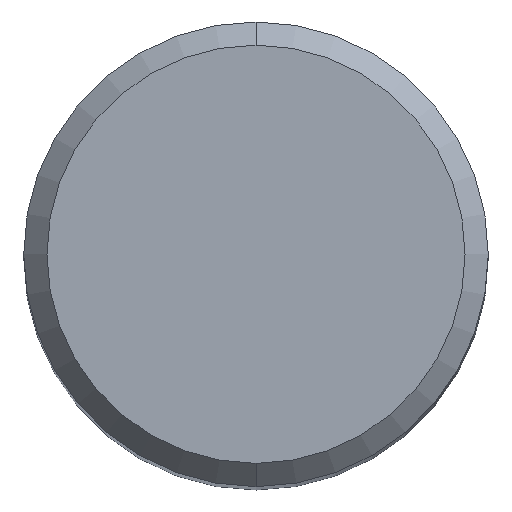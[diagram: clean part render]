
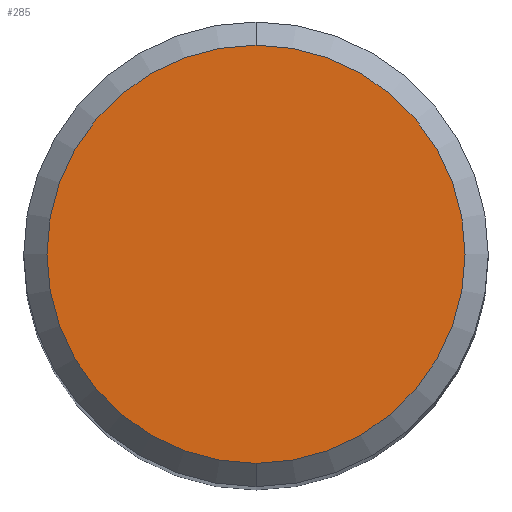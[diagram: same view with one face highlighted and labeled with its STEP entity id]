
A CAD part, top view. The second image highlights one B-rep face of the part: STEP entity #285.
In plain terms, the highlighted planar face has unit normal (0, 0, 1).
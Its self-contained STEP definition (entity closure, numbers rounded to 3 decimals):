
#183=EDGE_CURVE('',#299,#209,#490,.T.);
#209=VERTEX_POINT('',#517);
#269=EDGE_CURVE('',#209,#299,#584,.T.);
#285=ADVANCED_FACE('',(#604),#605,.T.);
#299=VERTEX_POINT('',#619);
#490=CIRCLE('',#822,5.4);
#517=CARTESIAN_POINT('',(0.0,5.4,0.0));
#584=CIRCLE('',#1013,5.4);
#604=FACE_OUTER_BOUND('',#1071,.T.);
#605=PLANE('',#1072);
#619=CARTESIAN_POINT('',(0.,-5.4,0.0));
#822=AXIS2_PLACEMENT_3D('',#1510,#1511,#1512);
#1013=AXIS2_PLACEMENT_3D('',#1613,#1614,#1615);
#1071=EDGE_LOOP('',(#1653,#1654));
#1072=AXIS2_PLACEMENT_3D('',#1655,#1656,#1657);
#1510=CARTESIAN_POINT('',(0.0,0.0,0.0));
#1511=DIRECTION('',(0.0,0.0,-1.0));
#1512=DIRECTION('',(0.0,1.0,0.0));
#1613=CARTESIAN_POINT('',(0.0,0.0,0.0));
#1614=DIRECTION('',(0.0,0.0,-1.0));
#1615=DIRECTION('',(0.0,1.0,0.0));
#1653=ORIENTED_EDGE('',*,*,#269,.F.);
#1654=ORIENTED_EDGE('',*,*,#183,.F.);
#1655=CARTESIAN_POINT('',(0.0,2.7,0.0));
#1656=DIRECTION('',(-0.0,0.0,1.0));
#1657=DIRECTION('',(0.0,-1.0,0.0));
